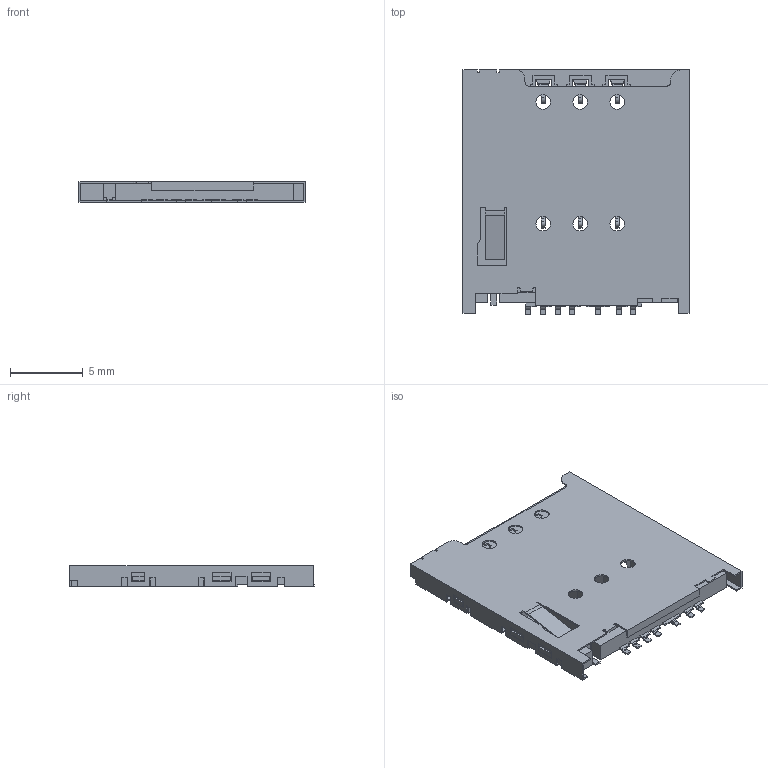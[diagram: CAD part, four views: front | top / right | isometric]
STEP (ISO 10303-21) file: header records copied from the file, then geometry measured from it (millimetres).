
FILE_DESCRIPTION( ( 'STEP AP214' ), '1' );
FILE_NAME( 'psolqas_13360_20.stp', '2020-05-05T20:45:17', ( 'License CC BY-ND 4.0' ), ( 'CADENAS' ), ' ', 'PARTsolutions', ' ' );
FILE_SCHEMA( ( 'AUTOMOTIVE_DESIGN { 1 0 10303 214 1 1 1 1 }' ) );
Length unit declared in the file: metre
Products named in the file (1): 1
Bounding box: 15.5 x 16.75 x 1.42 mm (x, y, z)
Volume: 233.8 mm3; surface area: 1159.4 mm2
Topology: 1 solids, 1 shells, 629 faces, 1796 edges, 1183 vertices
Faces by surface type: plane 540, cylinder 80, cone 6, bspline 3
Full cylindrical faces by diameter (mm): 1 x6
Entity records: 20422 total; most frequent: CARTESIAN_POINT 3850, ORIENTED_EDGE 3578, DIRECTION 3176, EDGE_CURVE 1789, LINE 1614, VECTOR 1614, VERTEX_POINT 1182, AXIS2_PLACEMENT_3D 781
